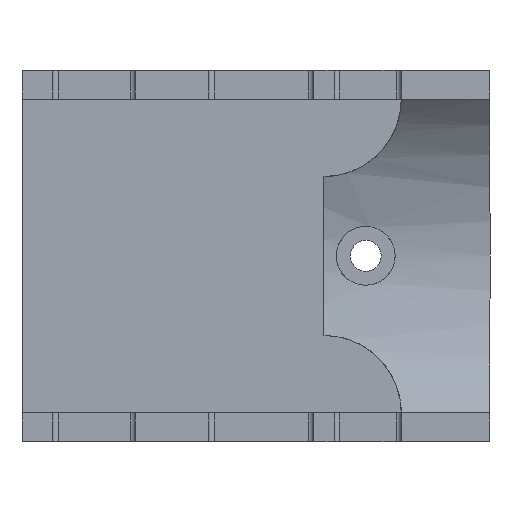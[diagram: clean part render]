
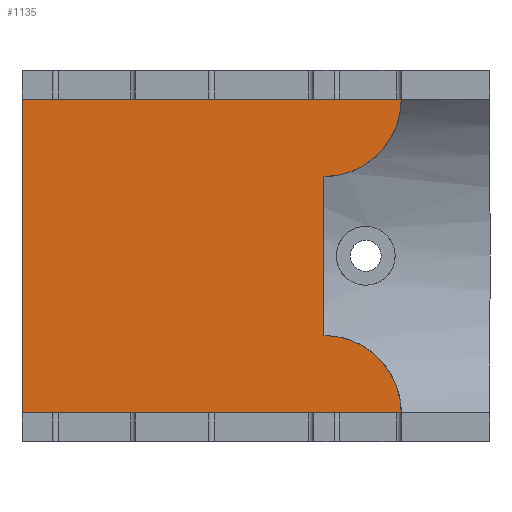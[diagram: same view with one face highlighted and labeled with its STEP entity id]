
A CAD part, front view. The second image highlights one B-rep face of the part: STEP entity #1135.
In plain terms, the highlighted planar face has unit normal (0, -1, 0).
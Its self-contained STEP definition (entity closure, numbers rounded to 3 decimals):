
#90=FACE_OUTER_BOUND('',#151,.T.);
#151=EDGE_LOOP('',(#930,#931,#932,#933,#934,#935));
#196=CIRCLE('',#1237,7.5);
#197=CIRCLE('',#1239,7.5);
#306=LINE('',#1928,#429);
#307=LINE('',#1932,#430);
#308=LINE('',#1934,#431);
#309=LINE('',#1935,#432);
#429=VECTOR('',#1523,10.);
#430=VECTOR('',#1528,10.);
#431=VECTOR('',#1529,10.);
#432=VECTOR('',#1530,10.);
#544=VERTEX_POINT('',#1885);
#545=VERTEX_POINT('',#1887);
#549=VERTEX_POINT('',#1922);
#550=VERTEX_POINT('',#1924);
#551=VERTEX_POINT('',#1931);
#552=VERTEX_POINT('',#1933);
#692=EDGE_CURVE('',#544,#545,#196,.T.);
#698=EDGE_CURVE('',#549,#550,#197,.T.);
#700=EDGE_CURVE('',#549,#545,#306,.T.);
#702=EDGE_CURVE('',#544,#551,#307,.T.);
#703=EDGE_CURVE('',#551,#552,#308,.T.);
#704=EDGE_CURVE('',#550,#552,#309,.T.);
#930=ORIENTED_EDGE('',*,*,#700,.T.);
#931=ORIENTED_EDGE('',*,*,#692,.F.);
#932=ORIENTED_EDGE('',*,*,#702,.T.);
#933=ORIENTED_EDGE('',*,*,#703,.T.);
#934=ORIENTED_EDGE('',*,*,#704,.F.);
#935=ORIENTED_EDGE('',*,*,#698,.F.);
#1077=PLANE('',#1242);
#1135=ADVANCED_FACE('',(#90),#1077,.T.);
#1237=AXIS2_PLACEMENT_3D('',#1888,#1512,#1513);
#1239=AXIS2_PLACEMENT_3D('',#1925,#1518,#1519);
#1242=AXIS2_PLACEMENT_3D('',#1930,#1526,#1527);
#1512=DIRECTION('center_axis',(0.,1.,0.));
#1513=DIRECTION('ref_axis',(-1.,0.,0.));
#1518=DIRECTION('center_axis',(0.,1.,0.));
#1519=DIRECTION('ref_axis',(-1.,0.,0.));
#1523=DIRECTION('',(0.,0.,1.));
#1526=DIRECTION('center_axis',(0.,-1.,0.));
#1527=DIRECTION('ref_axis',(0.,0.,1.));
#1528=DIRECTION('',(-1.,0.,0.));
#1529=DIRECTION('',(0.,0.,-1.));
#1530=DIRECTION('',(-1.,0.,0.));
#1885=CARTESIAN_POINT('',(14.89,383.789,11.133));
#1887=CARTESIAN_POINT('',(7.39,383.789,3.633));
#1888=CARTESIAN_POINT('Origin',(7.39,383.789,11.133));
#1922=CARTESIAN_POINT('',(7.39,383.789,-11.787));
#1924=CARTESIAN_POINT('',(14.89,383.789,-19.287));
#1925=CARTESIAN_POINT('Origin',(7.39,383.789,-19.287));
#1928=CARTESIAN_POINT('',(7.39,383.789,-5.952));
#1930=CARTESIAN_POINT('Origin',(7.39,383.789,-19.287));
#1931=CARTESIAN_POINT('',(-21.9,383.789,11.133));
#1932=CARTESIAN_POINT('',(7.39,383.789,11.133));
#1933=CARTESIAN_POINT('',(-21.9,383.789,-19.287));
#1934=CARTESIAN_POINT('',(-21.9,383.789,-11.682));
#1935=CARTESIAN_POINT('',(7.39,383.789,-19.287));
